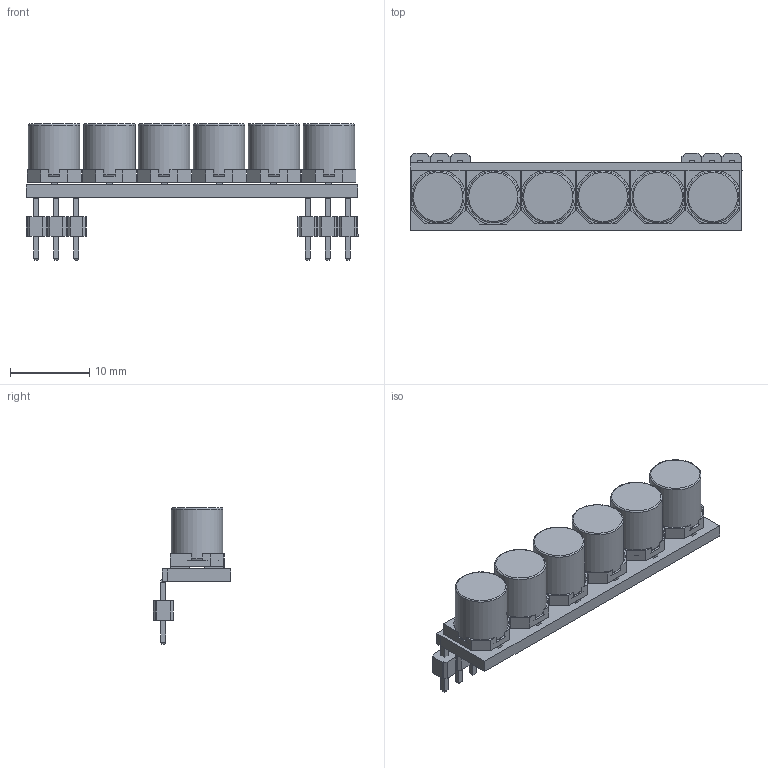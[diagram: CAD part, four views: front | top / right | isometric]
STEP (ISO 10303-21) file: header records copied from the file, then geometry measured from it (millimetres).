
FILE_DESCRIPTION(('Open CASCADE Model'),'2;1');
FILE_NAME('Open CASCADE Shape Model','2025-03-23T19:14:38',('Author'),( 'Open CASCADE'),'Open CASCADE STEP processor 6.8','Open CASCADE 6.8' ,'Unknown');
FILE_SCHEMA(('AUTOMOTIVE_DESIGN { 1 0 10303 214 1 1 1 1 }'));
Length unit declared in the file: millimetre
Products named in the file (17): PCB; Board; Open CASCADE STEP translator 6.8 4.1.1; P2; DS1022-1x7RUF11_(1); P1; C2; 865080545012; Base; Pin1Fillet; Pin2Fillet; Fillet; C1; C4; C3; C6; C5
Assembly tree (22 placements, depth 4):
  PCB
    Board
      Open CASCADE STEP translator 6.8 4.1.1
    P2
      DS1022-1x7RUF11_(1)
    P1
      DS1022-1x7RUF11_(1)
    C2
      865080545012
        Base
        Pin1Fillet
        Pin2Fillet
        Fillet
    C1
      865080545012
        Base
        Pin1Fillet
        Pin2Fillet
        Fillet
    C4
      865080545012
        Base
        Pin1Fillet
        Pin2Fillet
        Fillet
    C3
      865080545012
        Base
        Pin1Fillet
        Pin2Fillet
        Fillet
    C6
      865080545012
        Base
        Pin1Fillet
        Pin2Fillet
        Fillet
    C5
      865080545012
        Base
        Pin1Fillet
        Pin2Fillet
        Fillet
Bounding box: 41.93 x 9.75 x 17.2 mm (x, y, z)
Volume: 2257 mm3; surface area: 3403.4 mm2
Topology: 37 solids, 37 shells, 457 faces, 1041 edges, 658 vertices
Faces by surface type: plane 391, cylinder 54, torus 12
Full cylindrical faces by diameter (mm): 6.5 x6
Entity records: 5689 total; most frequent: CARTESIAN_POINT 785, DIRECTION 770, ORIENTED_EDGE 740, EDGE_CURVE 370, LINE 340, VECTOR 340, VERTEX_POINT 230, AXIS2_PLACEMENT_3D 215
